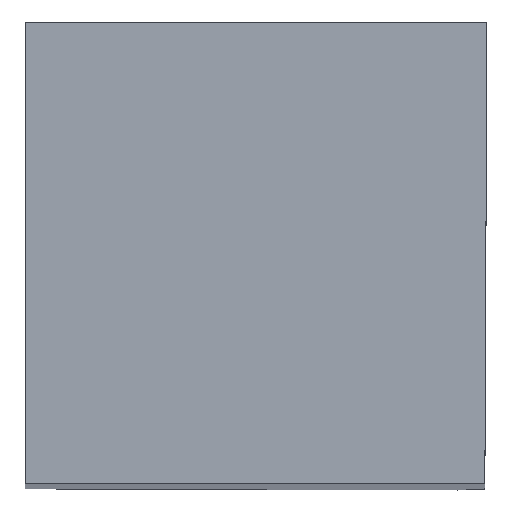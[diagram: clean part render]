
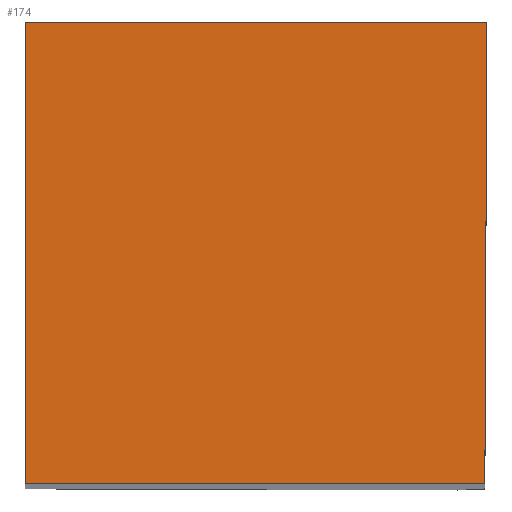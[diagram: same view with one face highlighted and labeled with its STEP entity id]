
A CAD part, top view. The second image highlights one B-rep face of the part: STEP entity #174.
In plain terms, the highlighted planar face has unit normal (0, 0, 1).
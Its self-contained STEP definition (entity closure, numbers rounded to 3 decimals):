
#174=ADVANCED_FACE('',(#228),#207,.F.);
#207=PLANE('',#747);
#228=FACE_OUTER_BOUND('',#251,.T.);
#251=EDGE_LOOP('',(#338,#339,#340,#341));
#338=ORIENTED_EDGE('',*,*,#509,.F.);
#339=ORIENTED_EDGE('',*,*,#513,.F.);
#340=ORIENTED_EDGE('',*,*,#518,.T.);
#341=ORIENTED_EDGE('',*,*,#516,.F.);
#452=VERTEX_POINT('',#1042);
#453=VERTEX_POINT('',#1044);
#455=VERTEX_POINT('',#1050);
#456=VERTEX_POINT('',#1056);
#509=EDGE_CURVE('',#452,#453,#576,.T.);
#513=EDGE_CURVE('',#455,#452,#580,.T.);
#516=EDGE_CURVE('',#453,#456,#583,.T.);
#518=EDGE_CURVE('',#455,#456,#585,.T.);
#576=LINE('',#1043,#624);
#580=LINE('',#1051,#628);
#583=LINE('',#1055,#631);
#585=LINE('',#1059,#633);
#624=VECTOR('',#847,1.);
#628=VECTOR('',#853,1.);
#631=VECTOR('',#858,1.);
#633=VECTOR('',#862,1.);
#747=AXIS2_PLACEMENT_3D('',#1061,#865,#866);
#847=DIRECTION('',(1.,0.,0.));
#853=DIRECTION('',(0.,1.,0.));
#858=DIRECTION('',(-0.004,-1.,0.));
#862=DIRECTION('',(1.,0.,0.));
#865=DIRECTION('',(0.,0.,-1.));
#866=DIRECTION('',(-1.,0.,0.));
#1042=CARTESIAN_POINT('',(-15.95,15.95,0.));
#1043=CARTESIAN_POINT('',(-18.,15.95,0.));
#1044=CARTESIAN_POINT('',(0.,15.95,0.));
#1050=CARTESIAN_POINT('',(-15.95,0.,0.));
#1051=CARTESIAN_POINT('',(-15.95,-2.,0.));
#1055=CARTESIAN_POINT('',(0.,15.95,0.));
#1056=CARTESIAN_POINT('',(-0.07,0.,0.));
#1059=CARTESIAN_POINT('',(-18.,0.,0.));
#1061=CARTESIAN_POINT('',(-18.,17.95,0.));
